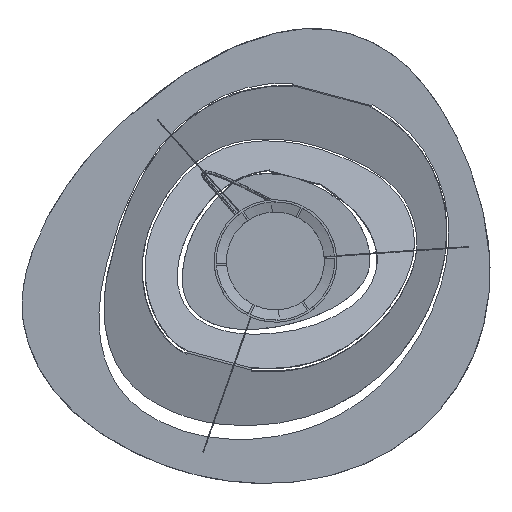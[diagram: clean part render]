
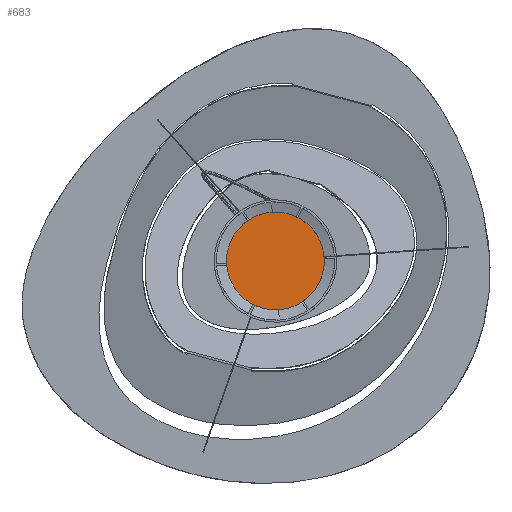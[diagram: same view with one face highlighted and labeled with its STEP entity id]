
A CAD part, top view. The second image highlights one B-rep face of the part: STEP entity #683.
In plain terms, the highlighted planar face has unit normal (0, 0, 1).
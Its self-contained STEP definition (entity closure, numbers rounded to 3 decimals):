
#34=(
BOUNDED_CURVE()
B_SPLINE_CURVE(2,(#6731,#6732,#6733,#6734,#6735),.UNSPECIFIED.,.F.,.F.)
B_SPLINE_CURVE_WITH_KNOTS((3,2,3),(0.,112.782,225.564),
.UNSPECIFIED.)
CURVE()
GEOMETRIC_REPRESENTATION_ITEM()
RATIONAL_B_SPLINE_CURVE((1.,0.707,1.,0.707,1.))
REPRESENTATION_ITEM($)
);
#35=(
BOUNDED_CURVE()
B_SPLINE_CURVE(2,(#6736,#6737,#6738,#6739,#6740),.UNSPECIFIED.,.F.,.F.)
B_SPLINE_CURVE_WITH_KNOTS((3,2,3),(225.564,338.346,451.128),
.UNSPECIFIED.)
CURVE()
GEOMETRIC_REPRESENTATION_ITEM()
RATIONAL_B_SPLINE_CURVE((1.,0.707,1.,0.707,1.))
REPRESENTATION_ITEM($)
);
#683=ADVANCED_FACE($,(#890),#3579,.T.);
#890=FACE_OUTER_BOUND($,#1103,.T.);
#1103=EDGE_LOOP($,(#1428,#1429));
#1428=ORIENTED_EDGE($,*,*,#2331,.T.);
#1429=ORIENTED_EDGE($,*,*,#2332,.T.);
#2331=EDGE_CURVE($,#2976,#2977,#34,.T.);
#2332=EDGE_CURVE($,#2977,#2976,#35,.T.);
#2976=VERTEX_POINT($,#8260);
#2977=VERTEX_POINT($,#8261);
#3579=PLANE($,#4247);
#4247=AXIS2_PLACEMENT_3D($,#7561,#4290,$);
#4290=DIRECTION($,(0.,0.,1.));
#6731=CARTESIAN_POINT($,(-5.759,60.246,663.951));
#6732=CARTESIAN_POINT($,(-77.558,60.246,663.951));
#6733=CARTESIAN_POINT($,(-77.558,-11.553,663.951));
#6734=CARTESIAN_POINT($,(-77.558,-83.352,663.951));
#6735=CARTESIAN_POINT($,(-5.759,-83.352,663.951));
#6736=CARTESIAN_POINT($,(-5.759,-83.352,663.951));
#6737=CARTESIAN_POINT($,(66.041,-83.352,663.951));
#6738=CARTESIAN_POINT($,(66.041,-11.553,663.951));
#6739=CARTESIAN_POINT($,(66.041,60.246,663.951));
#6740=CARTESIAN_POINT($,(-5.759,60.246,663.951));
#7561=CARTESIAN_POINT($,(-78.994,-84.788,663.951));
#8260=CARTESIAN_POINT($,(-5.759,60.246,663.951));
#8261=CARTESIAN_POINT($,(-5.759,-83.352,663.951));
